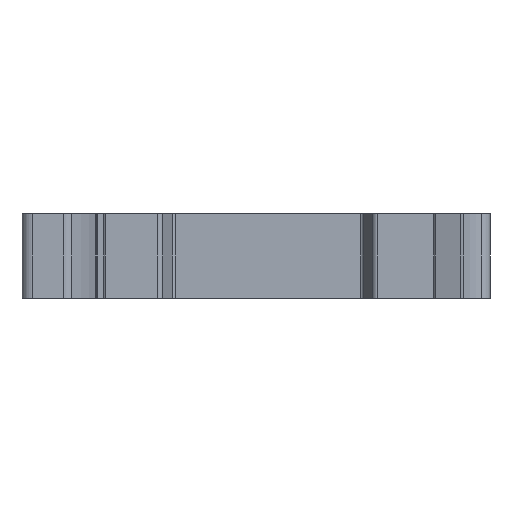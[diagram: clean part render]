
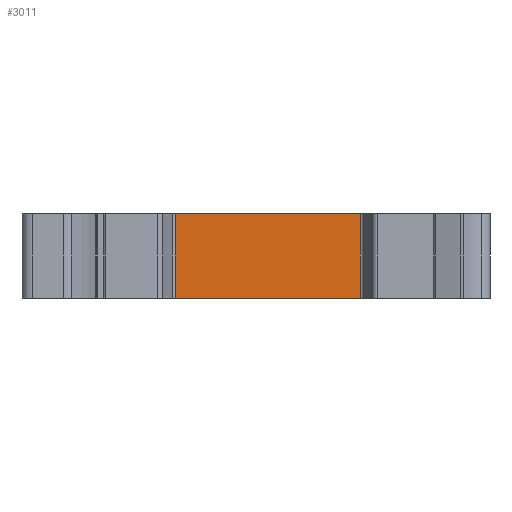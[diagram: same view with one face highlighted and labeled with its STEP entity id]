
A CAD part, front view. The second image highlights one B-rep face of the part: STEP entity #3011.
In plain terms, the highlighted planar face has unit normal (0, -1, 0).
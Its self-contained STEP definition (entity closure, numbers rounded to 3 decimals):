
#320 = DIRECTION ( 'NONE',  ( 1., 0., 0. ) ) ;
#388 = LINE ( 'NONE', #2233, #3955 ) ;
#563 = CARTESIAN_POINT ( 'NONE',  ( -8.746, -9.001, 4. ) ) ;
#606 = CARTESIAN_POINT ( 'NONE',  ( -8.746, -9.001, -4. ) ) ;
#854 = VECTOR ( 'NONE', #4252, 1000. ) ;
#1030 = DIRECTION ( 'NONE',  ( 0., 1., 0. ) ) ;
#1230 = AXIS2_PLACEMENT_3D ( 'NONE', #563, #1030, #4275 ) ;
#1340 = EDGE_CURVE ( 'NONE', #1370, #4027, #2095, .T. ) ;
#1370 = VERTEX_POINT ( 'NONE', #5281 ) ;
#1489 = EDGE_CURVE ( 'NONE', #4027, #3736, #5858, .T. ) ;
#1943 = CARTESIAN_POINT ( 'NONE',  ( -8.746, -9.001, 4. ) ) ;
#2095 = LINE ( 'NONE', #1943, #854 ) ;
#2223 = CARTESIAN_POINT ( 'NONE',  ( -8.746, -9.001, -4. ) ) ;
#2233 = CARTESIAN_POINT ( 'NONE',  ( 8.746, -9.001, 4. ) ) ;
#2318 = VECTOR ( 'NONE', #5767, 1000. ) ;
#2458 = EDGE_CURVE ( 'NONE', #2607, #3736, #388, .T. ) ;
#2554 = VECTOR ( 'NONE', #320, 1000. ) ;
#2607 = VERTEX_POINT ( 'NONE', #4024 ) ;
#2646 = ORIENTED_EDGE ( 'NONE', *, *, #2458, .F. ) ;
#2713 = EDGE_LOOP ( 'NONE', ( #4548, #2646, #3041, #3838 ) ) ;
#3011 = ADVANCED_FACE ( 'NONE', ( #5511 ), #3827, .F. ) ;
#3041 = ORIENTED_EDGE ( 'NONE', *, *, #4675, .F. ) ;
#3736 = VERTEX_POINT ( 'NONE', #4979 ) ;
#3782 = LINE ( 'NONE', #5755, #2554 ) ;
#3827 = PLANE ( 'NONE',  #1230 ) ;
#3838 = ORIENTED_EDGE ( 'NONE', *, *, #1340, .T. ) ;
#3955 = VECTOR ( 'NONE', #4920, 1000. ) ;
#4024 = CARTESIAN_POINT ( 'NONE',  ( 8.746, -9.001, 4. ) ) ;
#4027 = VERTEX_POINT ( 'NONE', #606 ) ;
#4252 = DIRECTION ( 'NONE',  ( 0., 0., -1. ) ) ;
#4275 = DIRECTION ( 'NONE',  ( -1., 0., 0. ) ) ;
#4548 = ORIENTED_EDGE ( 'NONE', *, *, #1489, .T. ) ;
#4675 = EDGE_CURVE ( 'NONE', #1370, #2607, #3782, .T. ) ;
#4920 = DIRECTION ( 'NONE',  ( 0., 0., -1. ) ) ;
#4979 = CARTESIAN_POINT ( 'NONE',  ( 8.746, -9.001, -4. ) ) ;
#5281 = CARTESIAN_POINT ( 'NONE',  ( -8.746, -9.001, 4. ) ) ;
#5511 = FACE_OUTER_BOUND ( 'NONE', #2713, .T. ) ;
#5755 = CARTESIAN_POINT ( 'NONE',  ( -8.746, -9.001, 4. ) ) ;
#5767 = DIRECTION ( 'NONE',  ( 1., 0., 0. ) ) ;
#5858 = LINE ( 'NONE', #2223, #2318 ) ;
